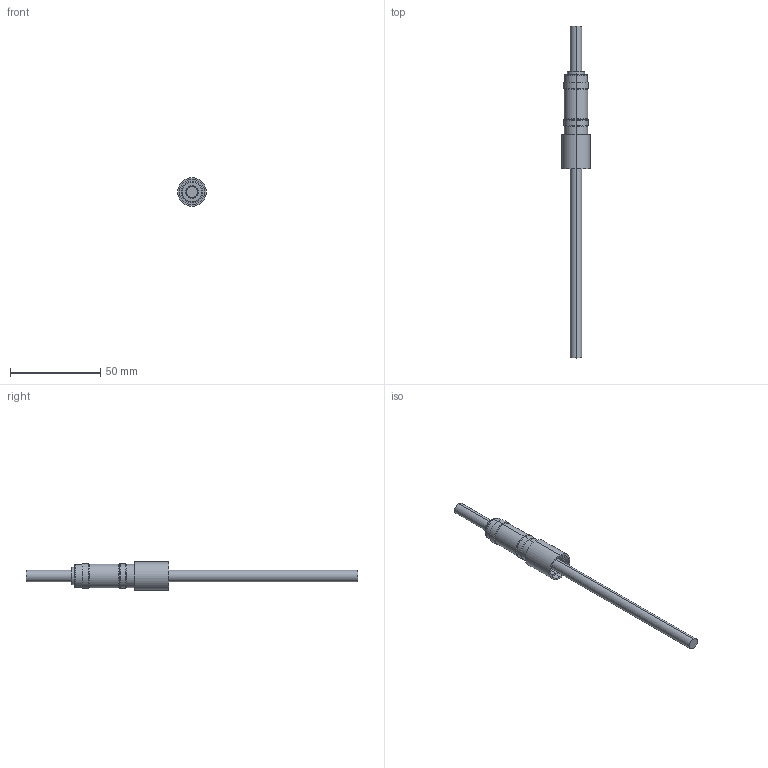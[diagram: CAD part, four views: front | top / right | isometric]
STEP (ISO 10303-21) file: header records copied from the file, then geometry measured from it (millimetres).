
FILE_DESCRIPTION (( 'STEP AP203' ), '1' );
FILE_NAME ('A0106-7-W.STEP', '2013-06-03T13:26:42', ( '' ), ( '' ), 'SwSTEP 2.0', 'SolidWorks 2012', '' );
FILE_SCHEMA (( 'CONFIG_CONTROL_DESIGN' ));
Length unit declared in the file: inch
Products named in the file (1): A0106-7-W
Bounding box: 15.8 x 184.15 x 15.8 mm (x, y, z)
Volume: 10768.8 mm3; surface area: 9104.6 mm2
Topology: 1 solids, 1 shells, 70 faces, 148 edges, 96 vertices
Faces by surface type: cylinder 38, plane 18, cone 8, bspline 6
Entity records: 2219 total; most frequent: CARTESIAN_POINT 563, DIRECTION 372, ORIENTED_EDGE 296, AXIS2_PLACEMENT_3D 163, EDGE_CURVE 148, CIRCLE 98, VERTEX_POINT 96, EDGE_LOOP 86
